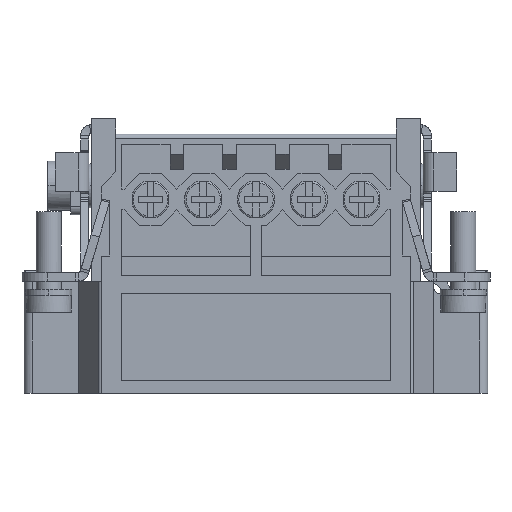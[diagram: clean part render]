
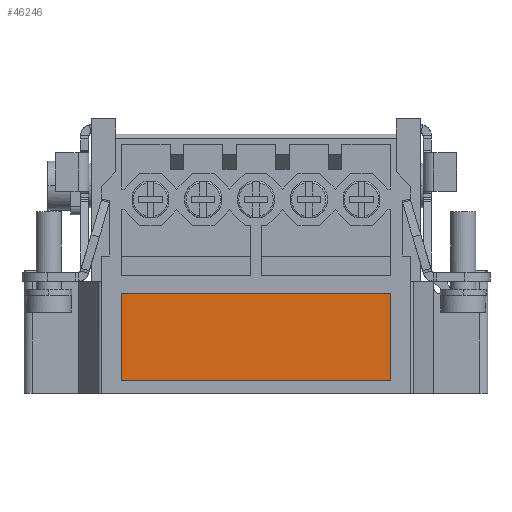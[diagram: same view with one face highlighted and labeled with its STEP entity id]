
A CAD part, front view. The second image highlights one B-rep face of the part: STEP entity #46246.
In plain terms, the highlighted planar face has unit normal (0, -1, 0).
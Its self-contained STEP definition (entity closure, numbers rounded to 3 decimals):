
#6233=DIRECTION('',(-1.,0.,0.));
#6234=VECTOR('',#6233,32.2);
#6235=CARTESIAN_POINT('',(16.1,-10.85,1.52));
#6236=LINE('',#6235,#6234);
#6237=DIRECTION('',(0.,0.,1.));
#6238=VECTOR('',#6237,10.4);
#6239=CARTESIAN_POINT('',(-16.1,-10.85,1.52));
#6240=LINE('',#6239,#6238);
#6241=DIRECTION('',(1.,0.,0.));
#6242=VECTOR('',#6241,32.2);
#6243=CARTESIAN_POINT('',(-16.1,-10.85,11.92));
#6244=LINE('',#6243,#6242);
#6245=DIRECTION('',(0.,0.,-1.));
#6246=VECTOR('',#6245,10.4);
#6247=CARTESIAN_POINT('',(16.1,-10.85,11.92));
#6248=LINE('',#6247,#6246);
#30793=CARTESIAN_POINT('',(16.1,-10.85,1.52));
#30794=CARTESIAN_POINT('',(-16.1,-10.85,1.52));
#30795=VERTEX_POINT('',#30793);
#30796=VERTEX_POINT('',#30794);
#30797=CARTESIAN_POINT('',(-16.1,-10.85,11.92));
#30798=VERTEX_POINT('',#30797);
#30799=CARTESIAN_POINT('',(16.1,-10.85,11.92));
#30800=VERTEX_POINT('',#30799);
#46235=CARTESIAN_POINT('',(0.,-10.85,0.));
#46236=DIRECTION('',(0.,-1.,0.));
#46237=DIRECTION('',(1.,0.,0.));
#46238=AXIS2_PLACEMENT_3D('',#46235,#46236,#46237);
#46239=PLANE('',#46238);
#46240=ORIENTED_EDGE('',*,*,#46187,.T.);
#46241=ORIENTED_EDGE('',*,*,#46202,.T.);
#46242=ORIENTED_EDGE('',*,*,#46216,.T.);
#46243=ORIENTED_EDGE('',*,*,#46229,.T.);
#46244=EDGE_LOOP('',(#46240,#46241,#46242,#46243));
#46245=FACE_OUTER_BOUND('',#46244,.F.);
#46246=ADVANCED_FACE('',(#46245),#46239,.T.);
#46187=EDGE_CURVE('',#30795,#30796,#6236,.T.);
#46202=EDGE_CURVE('',#30796,#30798,#6240,.T.);
#46216=EDGE_CURVE('',#30798,#30800,#6244,.T.);
#46229=EDGE_CURVE('',#30800,#30795,#6248,.T.);
